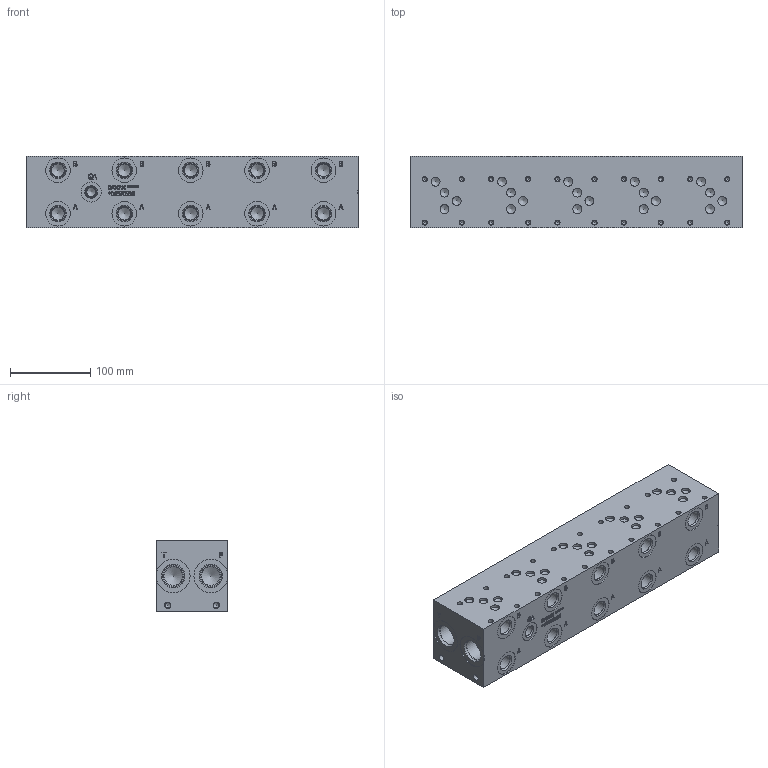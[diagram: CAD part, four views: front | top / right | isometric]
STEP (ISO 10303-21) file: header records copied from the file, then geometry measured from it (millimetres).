
FILE_DESCRIPTION(/* description */ (''),/* implementation_level */ '2;1');
FILE_NAME(/* name */ '_D05P053S.stp',/* time_stamp */ '2020-03-10T12:22:02-04:00',/* author */ ('devonn'),/* organization */ (''),/* preprocessor_version */ 'ST-DEVELOPER v17',/* originating_system */ 'Autodesk Inventor 2019',/* authorisation */ '');
FILE_SCHEMA (('AUTOMOTIVE_DESIGN { 1 0 10303 214 3 1 1 }'));
Length unit declared in the file: millimetre
Products named in the file (1): Part_AD05P053S_3D
Bounding box: 412.75 x 88.9 x 88.9 mm (x, y, z)
Volume: 3093036.4 mm3; surface area: 200946.5 mm2
Topology: 1 solids, 1 shells, 911 faces, 2490 edges, 1694 vertices
Faces by surface type: plane 455, bspline 209, cylinder 143, cone 104
Full cylindrical faces by diameter (mm): 5.105 x20, 6.35 x20, 6.528 x4, 7.925 x4, 10.719 x1, 11.125 x20, 12.9 x1, 14.275 x1, 14.529 x1, 15.875 x10, 17.501 x10, 19.05 x10, 19.253 x10, 23.012 x4, 24.917 x4, 25.019 x1, 26.99 x2, 27 x2, 27.432 x4, 30.632 x10, 42.037 x4
Entity records: 30455 total; most frequent: CARTESIAN_POINT 7754, ORIENTED_EDGE 4862, DIRECTION 3956, EDGE_CURVE 2431, VERTEX_POINT 1694, LINE 1476, VECTOR 1476, AXIS2_PLACEMENT_3D 1240
